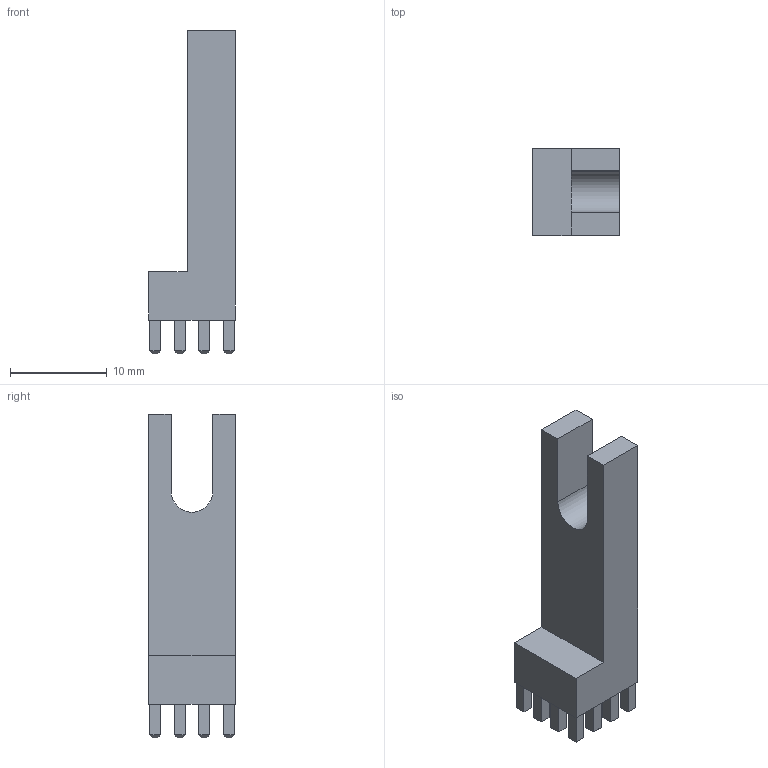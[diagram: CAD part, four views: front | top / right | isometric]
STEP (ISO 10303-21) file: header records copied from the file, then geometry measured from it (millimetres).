
FILE_DESCRIPTION(/* description */ ('Unknown'),/* implementation_level */ '2;1');
FILE_NAME(/* name */ 'MP_Wurth_WP-RAFU_74611124',/* time_stamp */ '2026-01-20T16:16:33+08:00',/* author */ ('Unknown'),/* organization */ ('Unknown'),/* preprocessor_version */ 'ST-DEVELOPER v19.4',/* originating_system */ 'Solid Edge',/* authorisation */ 'Unknown');
FILE_SCHEMA (('AUTOMOTIVE_DESIGN {1 0 10303 214 3 1 1}'));
Length unit declared in the file: millimetre
Products named in the file (2): MP_Wurth_WP-RAFU_74611124
Assembly tree (1 placements, depth 2):
  MP_Wurth_WP-RAFU_74611124
    MP_Wurth_WP-RAFU_74611124
Bounding box: 9 x 9 x 33.5 mm (x, y, z)
Volume: 1390.7 mm3; surface area: 1289.3 mm2
Topology: 1 solids, 1 shells, 156 faces, 350 edges, 212 vertices
Faces by surface type: plane 155, cylinder 1
Entity records: 4213 total; most frequent: CARTESIAN_POINT 720, ORIENTED_EDGE 700, DIRECTION 668, EDGE_CURVE 350, LINE 348, VECTOR 348, VERTEX_POINT 212, EDGE_LOOP 172
